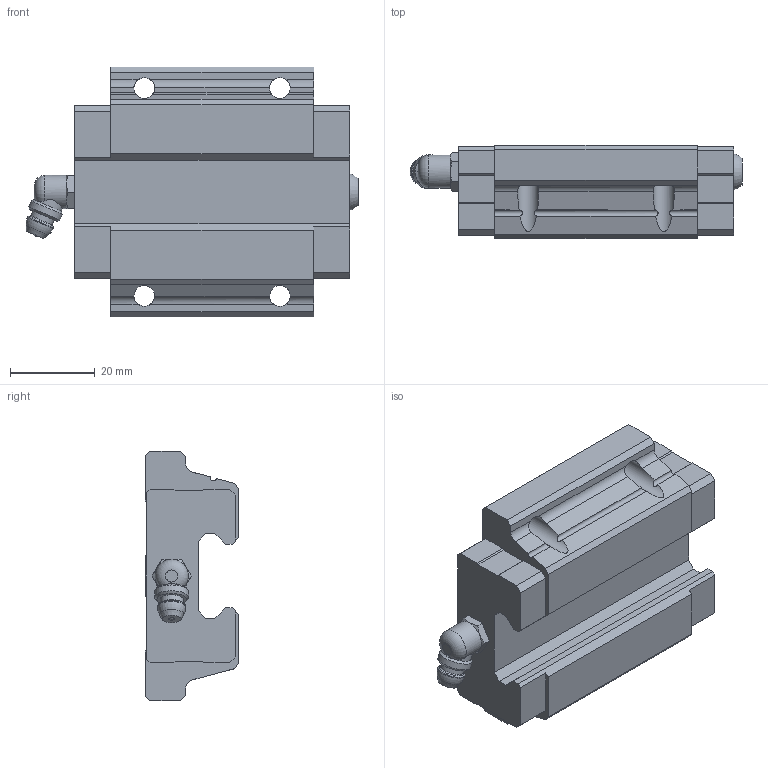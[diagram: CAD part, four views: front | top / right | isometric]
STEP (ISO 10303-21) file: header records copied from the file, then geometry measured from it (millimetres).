
FILE_DESCRIPTION(/* description */ ('STEP AP214'),/* implementation_level */ '2;1');
FILE_NAME(/* name */ 'LSD20BK-F1N-H-SB-M6',/* time_stamp */ '2022-10-07T20:32:25+02:00',/* author */ ('License CC BY-ND 4.0'),/* organization */ ('CADENAS'),/* preprocessor_version */ 'ST-DEVELOPER v18.102',/* originating_system */ 'PARTsolutions',/* authorisation */ ' ');
FILE_SCHEMA (('AUTOMOTIVE_DESIGN {1 0 10303 214 3 1 1}'));
Length unit declared in the file: millimetre
Products named in the file (1): LSD20BK-F1N-H-SB-M6
Bounding box: 78.36 x 22 x 59 mm (x, y, z)
Volume: 57640.7 mm3; surface area: 13766.3 mm2
Topology: 1 solids, 1 shells, 133 faces, 373 edges, 242 vertices
Faces by surface type: plane 100, cylinder 19, cone 8, torus 5, sphere 1
Full cylindrical faces by diameter (mm): 4.917 x4, 5.5 x1, 6.6 x1, 7.85 x1, 8 x1
Entity records: 4142 total; most frequent: CARTESIAN_POINT 833, ORIENTED_EDGE 684, DIRECTION 630, EDGE_CURVE 342, LINE 274, VECTOR 274, VERTEX_POINT 233, AXIS2_PLACEMENT_3D 178
